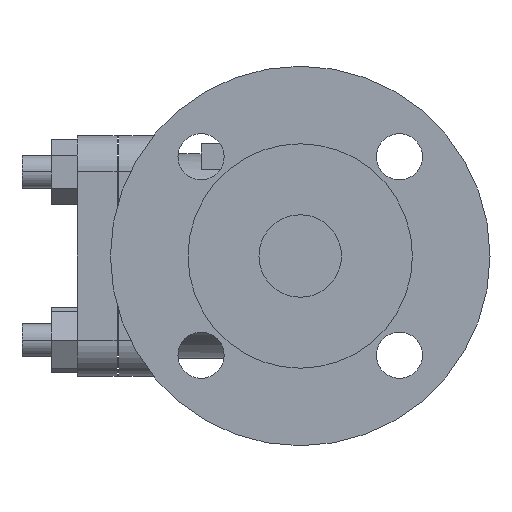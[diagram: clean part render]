
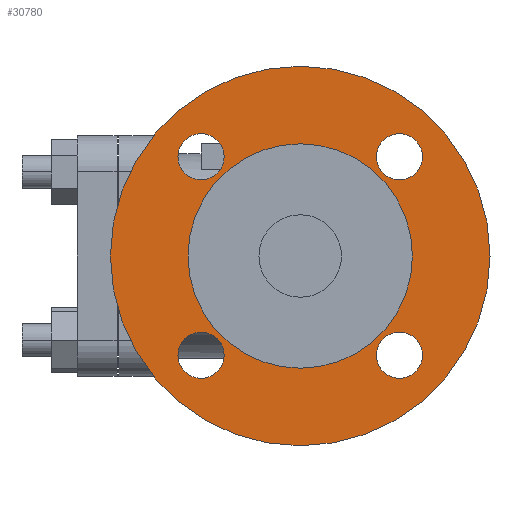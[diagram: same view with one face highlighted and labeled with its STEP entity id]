
A CAD part, left-side view. The second image highlights one B-rep face of the part: STEP entity #30780.
In plain terms, the highlighted planar face has unit normal (-1, 0, 0).
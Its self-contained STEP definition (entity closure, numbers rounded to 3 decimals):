
#7270=CARTESIAN_POINT('',(2.,0.,-57.5));
#7280=VERTEX_POINT('',#7270);
#7310=CARTESIAN_POINT('',(2.,0.,0.));
#7320=DIRECTION('',(1.,0.,0.));
#7330=DIRECTION('',(0.,0.,-1.));
#7340=AXIS2_PLACEMENT_3D('',#7310,#7320,#7330);
#7350=CIRCLE('',#7340,57.5);
#7360=CARTESIAN_POINT('',(2.,0.,57.5));
#7370=VERTEX_POINT('',#7360);
#7380=EDGE_CURVE('',#7370,#7280,#7350,.T.);
#7690=CARTESIAN_POINT('',(2.,30.052,-23.052));
#7700=VERTEX_POINT('',#7690);
#7860=CARTESIAN_POINT('',(2.,30.052,-37.052));
#7870=VERTEX_POINT('',#7860);
#7900=CARTESIAN_POINT('',(2.,30.052,-30.052));
#7910=DIRECTION('',(-1.,0.,0.));
#7920=DIRECTION('',(0.,0.,-1.));
#7930=AXIS2_PLACEMENT_3D('',#7900,#7910,#7920);
#7940=CIRCLE('',#7930,7.);
#7950=EDGE_CURVE('',#7700,#7870,#7940,.T.);
#8110=CARTESIAN_POINT('',(2.,-30.052,-23.052));
#8120=VERTEX_POINT('',#8110);
#8150=CARTESIAN_POINT('',(2.,-30.052,-30.052));
#8160=DIRECTION('',(-1.,0.,0.));
#8170=DIRECTION('',(0.,0.,-1.));
#8180=AXIS2_PLACEMENT_3D('',#8150,#8160,#8170);
#8190=CIRCLE('',#8180,7.);
#8200=CARTESIAN_POINT('',(2.,-30.052,-37.052));
#8210=VERTEX_POINT('',#8200);
#8220=EDGE_CURVE('',#8210,#8120,#8190,.T.);
#8530=CARTESIAN_POINT('',(2.,30.052,23.052));
#8540=VERTEX_POINT('',#8530);
#8700=CARTESIAN_POINT('',(2.,30.052,37.052));
#8710=VERTEX_POINT('',#8700);
#8740=CARTESIAN_POINT('',(2.,30.052,30.052));
#8750=DIRECTION('',(-1.,0.,0.));
#8760=DIRECTION('',(0.,0.,-1.));
#8770=AXIS2_PLACEMENT_3D('',#8740,#8750,#8760);
#8780=CIRCLE('',#8770,7.);
#8790=EDGE_CURVE('',#8540,#8710,#8780,.T.);
#8950=CARTESIAN_POINT('',(2.,-30.052,37.052));
#8960=VERTEX_POINT('',#8950);
#8990=CARTESIAN_POINT('',(2.,-30.052,30.052));
#9000=DIRECTION('',(-1.,0.,0.));
#9010=DIRECTION('',(0.,0.,-1.));
#9020=AXIS2_PLACEMENT_3D('',#8990,#9000,#9010);
#9030=CIRCLE('',#9020,7.);
#9040=CARTESIAN_POINT('',(2.,-30.052,23.052));
#9050=VERTEX_POINT('',#9040);
#9060=EDGE_CURVE('',#9050,#8960,#9030,.T.);
#9370=CARTESIAN_POINT('',(2.,34.,0.));
#9380=VERTEX_POINT('',#9370);
#9540=CARTESIAN_POINT('',(2.,-34.,0.));
#9550=VERTEX_POINT('',#9540);
#9580=CARTESIAN_POINT('',(2.,0.,0.));
#9590=DIRECTION('',(-1.,0.,0.));
#9600=DIRECTION('',(0.,1.,0.));
#9610=AXIS2_PLACEMENT_3D('',#9580,#9590,#9600);
#9620=CIRCLE('',#9610,34.);
#9630=EDGE_CURVE('',#9380,#9550,#9620,.T.);
#30390=CARTESIAN_POINT('',(2.,45.75,0.));
#30400=DIRECTION('',(1.,0.,0.));
#30410=DIRECTION('',(0.,-1.,0.));
#30420=AXIS2_PLACEMENT_3D('',#30390,#30400,#30410);
#30430=PLANE('',#30420);
#30440=EDGE_CURVE('',#7870,#7700,#7940,.T.);
#30450=ORIENTED_EDGE('',*,*,#30440,.F.);
#30460=ORIENTED_EDGE('',*,*,#7950,.F.);
#30470=EDGE_LOOP('',(#30460,#30450));
#30480=FACE_BOUND('',#30470,.T.);
#30490=ORIENTED_EDGE('',*,*,#8220,.F.);
#30500=EDGE_CURVE('',#8120,#8210,#8190,.T.);
#30510=ORIENTED_EDGE('',*,*,#30500,.F.);
#30520=EDGE_LOOP('',(#30510,#30490));
#30530=FACE_BOUND('',#30520,.T.);
#30540=EDGE_CURVE('',#8710,#8540,#8780,.T.);
#30550=ORIENTED_EDGE('',*,*,#30540,.F.);
#30560=ORIENTED_EDGE('',*,*,#8790,.F.);
#30570=EDGE_LOOP('',(#30560,#30550));
#30580=FACE_BOUND('',#30570,.T.);
#30590=ORIENTED_EDGE('',*,*,#9060,.F.);
#30600=EDGE_CURVE('',#8960,#9050,#9030,.T.);
#30610=ORIENTED_EDGE('',*,*,#30600,.F.);
#30620=EDGE_LOOP('',(#30610,#30590));
#30630=FACE_BOUND('',#30620,.T.);
#30640=CARTESIAN_POINT('',(2.,57.5,0.));
#30650=VERTEX_POINT('',#30640);
#30660=EDGE_CURVE('',#30650,#7370,#7350,.T.);
#30670=ORIENTED_EDGE('',*,*,#30660,.F.);
#30680=ORIENTED_EDGE('',*,*,#7380,.F.);
#30690=EDGE_CURVE('',#7280,#30650,#7350,.T.);
#30700=ORIENTED_EDGE('',*,*,#30690,.F.);
#30710=EDGE_LOOP('',(#30700,#30680,#30670));
#30720=FACE_OUTER_BOUND('',#30710,.T.);
#30730=EDGE_CURVE('',#9550,#9380,#9620,.T.);
#30740=ORIENTED_EDGE('',*,*,#30730,.F.);
#30750=ORIENTED_EDGE('',*,*,#9630,.F.);
#30760=EDGE_LOOP('',(#30750,#30740));
#30770=FACE_BOUND('',#30760,.T.);
#30780=ADVANCED_FACE('',(#30480,#30530,#30580,#30630,#30720,#30770),
#30430,.F.);
